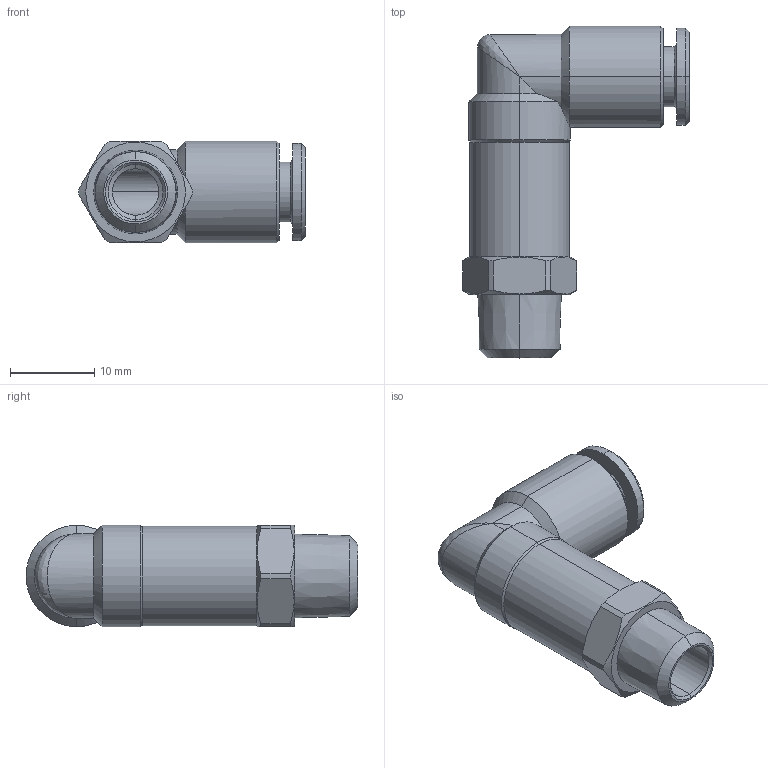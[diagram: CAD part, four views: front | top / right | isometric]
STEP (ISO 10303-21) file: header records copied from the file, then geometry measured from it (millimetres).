
FILE_DESCRIPTION (( 'STEP AP203' ), '1' );
FILE_NAME ('B0070031.STEP', '2011-03-22T15:12:27', ( '' ), ( 'sopra-pneumatic' ), 'SwSTEP 2.0', 'SolidWorks 2009', '' );
FILE_SCHEMA (( 'CONFIG_CONTROL_DESIGN' ));
Length unit declared in the file: millimetre
Products named in the file (1): B0070031
Bounding box: 26.85 x 39.3 x 12 mm (x, y, z)
Volume: 3681.2 mm3; surface area: 3250.6 mm2
Topology: 1 solids, 3 shells, 88 faces, 201 edges, 122 vertices
Faces by surface type: cylinder 36, cone 28, plane 23, bspline 1
Entity records: 3167 total; most frequent: CARTESIAN_POINT 1133, DIRECTION 422, ORIENTED_EDGE 398, EDGE_CURVE 199, AXIS2_PLACEMENT_3D 168, VERTEX_POINT 122, EDGE_LOOP 95, FACE_OUTER_BOUND 88
